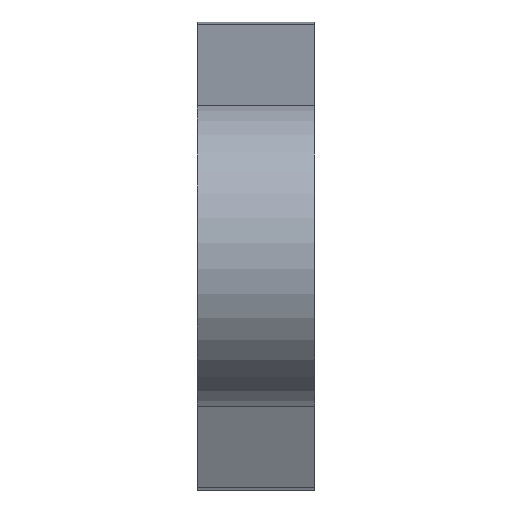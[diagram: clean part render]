
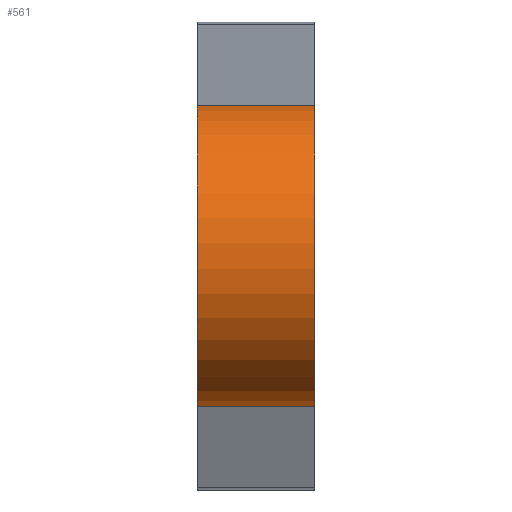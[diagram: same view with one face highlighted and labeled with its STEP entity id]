
A CAD part, left-side view. The second image highlights one B-rep face of the part: STEP entity #561.
In plain terms, the highlighted cylindrical face has radius 6.5 mm (diameter 13 mm), a partial arc.
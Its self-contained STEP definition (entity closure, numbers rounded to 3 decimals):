
#13 = LINE ( 'NONE', #81, #140 ) ;
#15 = VERTEX_POINT ( 'NONE', #637 ) ;
#38 = CARTESIAN_POINT ( 'NONE',  ( -24.948, -11.9, 6.431 ) ) ;
#81 = CARTESIAN_POINT ( 'NONE',  ( -24.948, 28.241, 6.431 ) ) ;
#100 = DIRECTION ( 'NONE',  ( 0., -1., 0. ) ) ;
#102 = DIRECTION ( 'NONE',  ( 0., -1., 0. ) ) ;
#140 = VECTOR ( 'NONE', #371, 1000. ) ;
#147 = DIRECTION ( 'NONE',  ( 0., 0., -1. ) ) ;
#192 = DIRECTION ( 'NONE',  ( 0., 0., -1. ) ) ;
#203 = VERTEX_POINT ( 'NONE', #575 ) ;
#204 = AXIS2_PLACEMENT_3D ( 'NONE', #217, #100, #147 ) ;
#214 = ORIENTED_EDGE ( 'NONE', *, *, #537, .F. ) ;
#217 = CARTESIAN_POINT ( 'NONE',  ( -24., -11.9, 0. ) ) ;
#248 = DIRECTION ( 'NONE',  ( 0., 0., -1. ) ) ;
#255 = VECTOR ( 'NONE', #102, 1000. ) ;
#260 = EDGE_CURVE ( 'NONE', #274, #15, #543, .T. ) ;
#274 = VERTEX_POINT ( 'NONE', #38 ) ;
#284 = EDGE_CURVE ( 'NONE', #203, #15, #389, .T. ) ;
#307 = AXIS2_PLACEMENT_3D ( 'NONE', #316, #442, #248 ) ;
#310 = CYLINDRICAL_SURFACE ( 'NONE', #307, 6.5 ) ;
#316 = CARTESIAN_POINT ( 'NONE',  ( -24., 28.241, 0. ) ) ;
#348 = AXIS2_PLACEMENT_3D ( 'NONE', #718, #660, #192 ) ;
#371 = DIRECTION ( 'NONE',  ( 0., -1., 0. ) ) ;
#389 = LINE ( 'NONE', #447, #255 ) ;
#442 = DIRECTION ( 'NONE',  ( 0., -1., 0. ) ) ;
#447 = CARTESIAN_POINT ( 'NONE',  ( -24.948, 28.241, -6.431 ) ) ;
#529 = EDGE_CURVE ( 'NONE', #644, #274, #13, .T. ) ;
#537 = EDGE_CURVE ( 'NONE', #203, #644, #544, .T. ) ;
#542 = ORIENTED_EDGE ( 'NONE', *, *, #284, .T. ) ;
#543 = CIRCLE ( 'NONE', #204, 6.5 ) ;
#544 = CIRCLE ( 'NONE', #348, 6.5 ) ;
#558 = FACE_OUTER_BOUND ( 'NONE', #756, .T. ) ;
#561 = ADVANCED_FACE ( 'NONE', ( #558 ), #310, .T. ) ;
#575 = CARTESIAN_POINT ( 'NONE',  ( -24.948, -6.9, -6.431 ) ) ;
#595 = ORIENTED_EDGE ( 'NONE', *, *, #529, .F. ) ;
#637 = CARTESIAN_POINT ( 'NONE',  ( -24.948, -11.9, -6.431 ) ) ;
#644 = VERTEX_POINT ( 'NONE', #732 ) ;
#660 = DIRECTION ( 'NONE',  ( 0., 1., 0. ) ) ;
#705 = ORIENTED_EDGE ( 'NONE', *, *, #260, .F. ) ;
#718 = CARTESIAN_POINT ( 'NONE',  ( -24., -6.9, 0. ) ) ;
#732 = CARTESIAN_POINT ( 'NONE',  ( -24.948, -6.9, 6.431 ) ) ;
#756 = EDGE_LOOP ( 'NONE', ( #214, #542, #705, #595 ) ) ;
